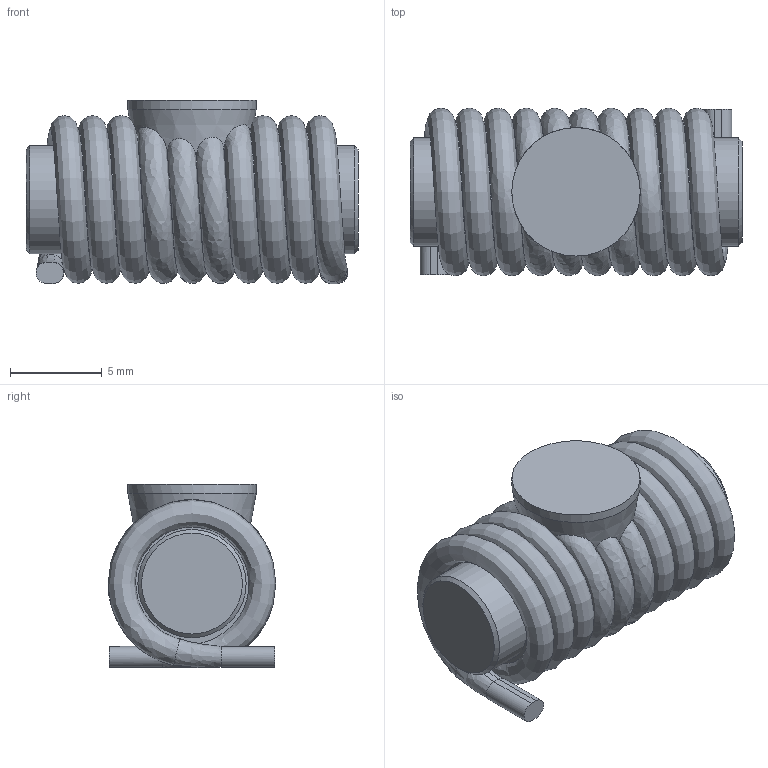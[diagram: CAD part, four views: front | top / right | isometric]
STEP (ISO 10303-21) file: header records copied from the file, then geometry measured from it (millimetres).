
FILE_DESCRIPTION(/* description */ ('Unknown'),/* implementation_level */ '2;1');
FILE_NAME(/* name */ 'L_Wurth_WE-RCIS_7847229020',/* time_stamp */ '2025-06-18T14:19:40+08:00',/* author */ ('Unknown'),/* organization */ ('Unknown'),/* preprocessor_version */ 'ST-DEVELOPER v19.4',/* originating_system */ 'Solid Edge',/* authorisation */ 'Unknown');
FILE_SCHEMA (('AUTOMOTIVE_DESIGN {1 0 10303 214 3 1 1}'));
Length unit declared in the file: millimetre
Products named in the file (2): L_Wurth_WE-RCIS_7847229020
Assembly tree (1 placements, depth 2):
  L_Wurth_WE-RCIS_7847229020
    L_Wurth_WE-RCIS_7847229020
Bounding box: 18.1 x 9.15 x 10.02 mm (x, y, z)
Volume: 1064.8 mm3; surface area: 920.8 mm2
Topology: 1 solids, 1 shells, 40 faces, 95 edges, 59 vertices
Faces by surface type: cylinder 13, bspline 13, plane 11, cone 3
Full cylindrical faces by diameter (mm): 5.9 x2, 7 x1
Entity records: 3834 total; most frequent: CARTESIAN_POINT 2793, ORIENTED_EDGE 168, DIRECTION 102, EDGE_CURVE 84, VERTEX_POINT 56, EDGE_LOOP 50, FACE_BOUND 50, AXIS2_PLACEMENT_3D 43
